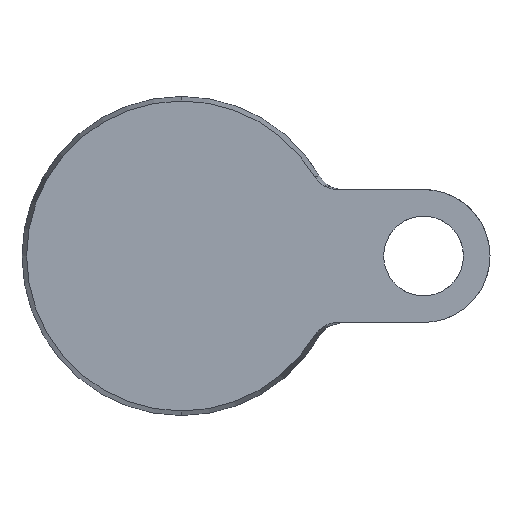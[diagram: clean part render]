
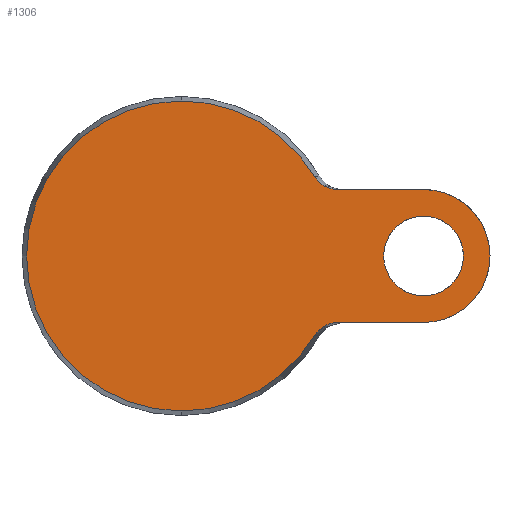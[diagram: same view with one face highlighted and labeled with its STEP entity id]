
A CAD part, front view. The second image highlights one B-rep face of the part: STEP entity #1306.
In plain terms, the highlighted planar face has unit normal (0, -1, 0).
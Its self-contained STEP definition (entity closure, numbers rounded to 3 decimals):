
#4 = CARTESIAN_POINT ( 'NONE',  ( 25.237, 0., 14.58 ) ) ;
#29 = EDGE_CURVE ( 'NONE', #740, #1304, #149, .T. ) ;
#44 = CARTESIAN_POINT ( 'NONE',  ( 45.5, 0., -12.5 ) ) ;
#65 = DIRECTION ( 'NONE',  ( 0., 0., 1. ) ) ;
#89 = CARTESIAN_POINT ( 'NONE',  ( 45.5, 0., -7.5 ) ) ;
#93 = CARTESIAN_POINT ( 'NONE',  ( 25.977, 0., -13.784 ) ) ;
#96 = DIRECTION ( 'NONE',  ( -1., 0., 0. ) ) ;
#97 = VERTEX_POINT ( 'NONE', #969 ) ;
#98 = CARTESIAN_POINT ( 'NONE',  ( 25.976, 0., 13.785 ) ) ;
#110 = CIRCLE ( 'NONE', #1081, 7.5 ) ;
#127 = CARTESIAN_POINT ( 'NONE',  ( 0., 0., 0. ) ) ;
#143 = CARTESIAN_POINT ( 'NONE',  ( 26.144, 0., 13.642 ) ) ;
#149 = CIRCLE ( 'NONE', #288, 29.143 ) ;
#158 = LINE ( 'NONE', #164, #198 ) ;
#163 = ORIENTED_EDGE ( 'NONE', *, *, #689, .F. ) ;
#164 = CARTESIAN_POINT ( 'NONE',  ( 15., 0., 12.5 ) ) ;
#185 = VERTEX_POINT ( 'NONE', #44 ) ;
#197 = DIRECTION ( 'NONE',  ( 0., 0., -1. ) ) ;
#198 = VECTOR ( 'NONE', #377, 1000. ) ;
#205 = DIRECTION ( 'NONE',  ( 0., 1., 0. ) ) ;
#226 = CARTESIAN_POINT ( 'NONE',  ( 27.253, 0., 12.954 ) ) ;
#252 = CARTESIAN_POINT ( 'NONE',  ( 26.495, 0., 13.38 ) ) ;
#276 = EDGE_CURVE ( 'NONE', #1242, #613, #609, .T. ) ;
#279 = CARTESIAN_POINT ( 'NONE',  ( 25.011, 0., -14.959 ) ) ;
#285 = CARTESIAN_POINT ( 'NONE',  ( 0., 0., 29.143 ) ) ;
#286 = CARTESIAN_POINT ( 'NONE',  ( 29.374, 0., -12.5 ) ) ;
#288 = AXIS2_PLACEMENT_3D ( 'NONE', #127, #1295, #648 ) ;
#297 = CARTESIAN_POINT ( 'NONE',  ( 27.255, 0., -12.953 ) ) ;
#300 = CARTESIAN_POINT ( 'NONE',  ( 45.5, 0., 12.5 ) ) ;
#302 = CARTESIAN_POINT ( 'NONE',  ( 29.374, 0., 12.5 ) ) ;
#309 = CARTESIAN_POINT ( 'NONE',  ( -29.143, 0., 0. ) ) ;
#316 = ORIENTED_EDGE ( 'NONE', *, *, #627, .T. ) ;
#317 = CARTESIAN_POINT ( 'NONE',  ( 25.507, 0., 14.24 ) ) ;
#318 = FACE_BOUND ( 'NONE', #1159, .T. ) ;
#324 = CARTESIAN_POINT ( 'NONE',  ( 25.011, 0., 14.959 ) ) ;
#351 = CARTESIAN_POINT ( 'NONE',  ( 25.011, 0., 14.959 ) ) ;
#372 = CARTESIAN_POINT ( 'NONE',  ( 25.011, 0., -14.959 ) ) ;
#377 = DIRECTION ( 'NONE',  ( 1., 0., 0. ) ) ;
#378 = EDGE_CURVE ( 'NONE', #97, #1006, #642, .T. ) ;
#388 = CARTESIAN_POINT ( 'NONE',  ( 27.871, 0., -12.72 ) ) ;
#473 = ORIENTED_EDGE ( 'NONE', *, *, #1218, .F. ) ;
#521 = DIRECTION ( 'NONE',  ( 0., -1., 0. ) ) ;
#522 = EDGE_CURVE ( 'NONE', #704, #1315, #805, .T. ) ;
#583 = EDGE_CURVE ( 'NONE', #97, #691, #158, .T. ) ;
#595 = CARTESIAN_POINT ( 'NONE',  ( 26.497, 0., -13.379 ) ) ;
#596 = DIRECTION ( 'NONE',  ( 0., 1., 0. ) ) ;
#603 = AXIS2_PLACEMENT_3D ( 'NONE', #837, #1259, #197 ) ;
#609 = B_SPLINE_CURVE_WITH_KNOTS ( 'NONE', 3,
 ( #372, #1233, #742, #93, #1172, #595, #1346, #297, #1057, #388, #725, #734, #1157 ),
 .UNSPECIFIED., .F., .F.,
 ( 4, 2, 2, 1, 2, 2, 4 ),
 ( 0., 0.001, 0.002, 0.003, 0.003, 0.004, 0.005 ),
 .UNSPECIFIED. ) ;
#610 = DIRECTION ( 'NONE',  ( 0., 0., -1. ) ) ;
#613 = VERTEX_POINT ( 'NONE', #286 ) ;
#620 = CIRCLE ( 'NONE', #644, 29.143 ) ;
#627 = EDGE_CURVE ( 'NONE', #1304, #1242, #620, .T. ) ;
#642 = B_SPLINE_CURVE_WITH_KNOTS ( 'NONE', 3,
 ( #302, #1063, #966, #863, #749, #226, #1185, #875, #252, #143, #98, #317, #4, #324 ),
 .UNSPECIFIED., .F., .F.,
 ( 4, 2, 2, 2, 2, 2, 4 ),
 ( 0., 0.001, 0.002, 0.003, 0.003, 0.004, 0.005 ),
 .UNSPECIFIED. ) ;
#644 = AXIS2_PLACEMENT_3D ( 'NONE', #932, #716, #610 ) ;
#648 = DIRECTION ( 'NONE',  ( 0., 0., -1. ) ) ;
#689 = EDGE_CURVE ( 'NONE', #185, #613, #1267, .T. ) ;
#691 = VERTEX_POINT ( 'NONE', #300 ) ;
#704 = VERTEX_POINT ( 'NONE', #89 ) ;
#716 = DIRECTION ( 'NONE',  ( 0., -1., 0. ) ) ;
#725 = CARTESIAN_POINT ( 'NONE',  ( 28.503, 0., -12.556 ) ) ;
#734 = CARTESIAN_POINT ( 'NONE',  ( 28.933, 0., -12.5 ) ) ;
#740 = VERTEX_POINT ( 'NONE', #285 ) ;
#742 = CARTESIAN_POINT ( 'NONE',  ( 25.508, 0., -14.24 ) ) ;
#749 = CARTESIAN_POINT ( 'NONE',  ( 27.659, 0., 12.79 ) ) ;
#771 = EDGE_CURVE ( 'NONE', #1006, #740, #1253, .T. ) ;
#805 = CIRCLE ( 'NONE', #1232, 7.5 ) ;
#823 = CARTESIAN_POINT ( 'NONE',  ( 15., 0., -12.5 ) ) ;
#824 = DIRECTION ( 'NONE',  ( 0., 0., 1. ) ) ;
#831 = AXIS2_PLACEMENT_3D ( 'NONE', #1160, #521, #955 ) ;
#837 = CARTESIAN_POINT ( 'NONE',  ( 45.5, 0., 0. ) ) ;
#863 = CARTESIAN_POINT ( 'NONE',  ( 27.869, 0., 12.721 ) ) ;
#869 = ORIENTED_EDGE ( 'NONE', *, *, #583, .F. ) ;
#875 = CARTESIAN_POINT ( 'NONE',  ( 26.678, 0., 13.261 ) ) ;
#930 = ORIENTED_EDGE ( 'NONE', *, *, #29, .T. ) ;
#932 = CARTESIAN_POINT ( 'NONE',  ( 0., 0., 0. ) ) ;
#955 = DIRECTION ( 'NONE',  ( 0., 0., -1. ) ) ;
#963 = VECTOR ( 'NONE', #96, 1000. ) ;
#966 = CARTESIAN_POINT ( 'NONE',  ( 28.502, 0., 12.556 ) ) ;
#969 = CARTESIAN_POINT ( 'NONE',  ( 29.374, 0., 12.5 ) ) ;
#978 = EDGE_LOOP ( 'NONE', ( #869, #1291, #1215, #930, #316, #1374, #163, #473 ) ) ;
#1006 = VERTEX_POINT ( 'NONE', #351 ) ;
#1057 = CARTESIAN_POINT ( 'NONE',  ( 27.662, 0., -12.789 ) ) ;
#1063 = CARTESIAN_POINT ( 'NONE',  ( 28.933, 0., 12.5 ) ) ;
#1064 = PLANE ( 'NONE',  #1192 ) ;
#1069 = ORIENTED_EDGE ( 'NONE', *, *, #1261, .T. ) ;
#1081 = AXIS2_PLACEMENT_3D ( 'NONE', #1139, #596, #65 ) ;
#1088 = CARTESIAN_POINT ( 'NONE',  ( 0., 0., -29.143 ) ) ;
#1123 = CIRCLE ( 'NONE', #603, 12.5 ) ;
#1139 = CARTESIAN_POINT ( 'NONE',  ( 45.5, 0., 0. ) ) ;
#1142 = CARTESIAN_POINT ( 'NONE',  ( 45.5, 0., 0. ) ) ;
#1157 = CARTESIAN_POINT ( 'NONE',  ( 29.374, 0., -12.5 ) ) ;
#1159 = EDGE_LOOP ( 'NONE', ( #1202, #1069 ) ) ;
#1160 = CARTESIAN_POINT ( 'NONE',  ( 0., 0., 0. ) ) ;
#1172 = CARTESIAN_POINT ( 'NONE',  ( 26.146, 0., -13.64 ) ) ;
#1185 = CARTESIAN_POINT ( 'NONE',  ( 27.057, 0., 13.048 ) ) ;
#1192 = AXIS2_PLACEMENT_3D ( 'NONE', #309, #205, #1195 ) ;
#1195 = DIRECTION ( 'NONE',  ( 0., 0., 1. ) ) ;
#1202 = ORIENTED_EDGE ( 'NONE', *, *, #522, .T. ) ;
#1215 = ORIENTED_EDGE ( 'NONE', *, *, #771, .T. ) ;
#1218 = EDGE_CURVE ( 'NONE', #691, #185, #1123, .T. ) ;
#1232 = AXIS2_PLACEMENT_3D ( 'NONE', #1142, #1355, #824 ) ;
#1233 = CARTESIAN_POINT ( 'NONE',  ( 25.237, 0., -14.58 ) ) ;
#1242 = VERTEX_POINT ( 'NONE', #279 ) ;
#1253 = CIRCLE ( 'NONE', #831, 29.143 ) ;
#1259 = DIRECTION ( 'NONE',  ( 0., 1., 0. ) ) ;
#1261 = EDGE_CURVE ( 'NONE', #1315, #704, #110, .T. ) ;
#1267 = LINE ( 'NONE', #823, #963 ) ;
#1283 = FACE_OUTER_BOUND ( 'NONE', #978, .T. ) ;
#1291 = ORIENTED_EDGE ( 'NONE', *, *, #378, .T. ) ;
#1294 = CARTESIAN_POINT ( 'NONE',  ( 45.5, 0., 7.5 ) ) ;
#1295 = DIRECTION ( 'NONE',  ( 0., -1., 0. ) ) ;
#1304 = VERTEX_POINT ( 'NONE', #1088 ) ;
#1306 = ADVANCED_FACE ( 'NONE', ( #1283, #318 ), #1064, .F. ) ;
#1315 = VERTEX_POINT ( 'NONE', #1294 ) ;
#1346 = CARTESIAN_POINT ( 'NONE',  ( 26.862, 0., -13.142 ) ) ;
#1355 = DIRECTION ( 'NONE',  ( 0., 1., 0. ) ) ;
#1374 = ORIENTED_EDGE ( 'NONE', *, *, #276, .T. ) ;
